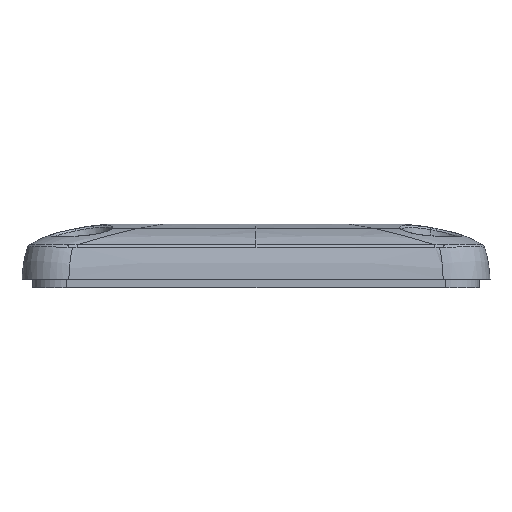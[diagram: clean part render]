
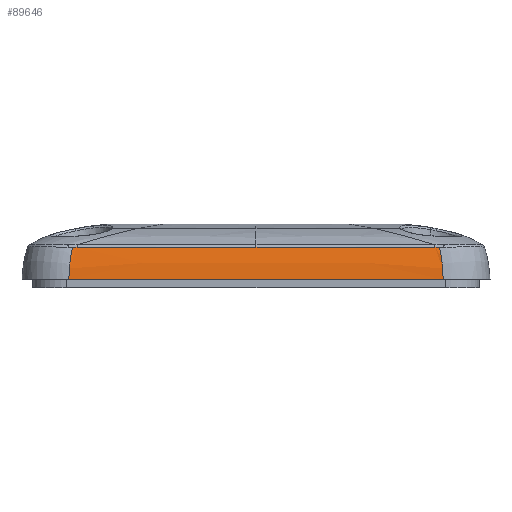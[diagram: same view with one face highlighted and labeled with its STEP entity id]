
A CAD part, left-side view. The second image highlights one B-rep face of the part: STEP entity #89646.
In plain terms, the highlighted free-form (B-spline) face has degree [5, 2] with [6, 3] control points.
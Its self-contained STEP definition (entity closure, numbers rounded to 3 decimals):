
#81559=CARTESIAN_POINT('Vertex',(-55.,-44.,-1.)) ;
#81562=CARTESIAN_POINT('Line Origine',(-55.,0.,-1.)) ;
#81566=CARTESIAN_POINT('Vertex',(-55.,44.,-1.)) ;
#89550=CARTESIAN_POINT('Vertex',(-53.695,-43.156,6.609)) ;
#89554=CARTESIAN_POINT('Control Point',(-55.,-44.,-1.)) ;
#89555=CARTESIAN_POINT('Control Point',(-54.932,-43.952,0.957)) ;
#89556=CARTESIAN_POINT('Control Point',(-54.693,-43.797,2.886)) ;
#89557=CARTESIAN_POINT('Control Point',(-54.276,-43.528,4.773)) ;
#89558=CARTESIAN_POINT('Control Point',(-53.695,-43.156,6.609)) ;
#89577=CARTESIAN_POINT('Control Point',(-55.,55.,-1.)) ;
#89578=CARTESIAN_POINT('Control Point',(-54.851,54.851,3.274)) ;
#89579=CARTESIAN_POINT('Control Point',(-53.5,53.5,7.2)) ;
#89580=CARTESIAN_POINT('Control Point',(-55.,33.,-1.)) ;
#89581=CARTESIAN_POINT('Control Point',(-54.853,32.907,3.205)) ;
#89582=CARTESIAN_POINT('Control Point',(-53.5,32.1,7.2)) ;
#89583=CARTESIAN_POINT('Control Point',(-55.,11.,-1.)) ;
#89584=CARTESIAN_POINT('Control Point',(-54.854,10.968,3.171)) ;
#89585=CARTESIAN_POINT('Control Point',(-53.5,10.7,7.2)) ;
#89586=CARTESIAN_POINT('Control Point',(-55.,-11.,-1.)) ;
#89587=CARTESIAN_POINT('Control Point',(-54.854,-10.968,3.171)) ;
#89588=CARTESIAN_POINT('Control Point',(-53.5,-10.7,7.2)) ;
#89589=CARTESIAN_POINT('Control Point',(-55.,-33.,-1.)) ;
#89590=CARTESIAN_POINT('Control Point',(-54.853,-32.907,3.205)) ;
#89591=CARTESIAN_POINT('Control Point',(-53.5,-32.1,7.2)) ;
#89592=CARTESIAN_POINT('Control Point',(-55.,-55.,-1.)) ;
#89593=CARTESIAN_POINT('Control Point',(-54.851,-54.851,3.274)) ;
#89594=CARTESIAN_POINT('Control Point',(-53.5,-53.5,7.2)) ;
#89596=CARTESIAN_POINT('Control Point',(-53.693,-42.071,6.613)) ;
#89597=CARTESIAN_POINT('Control Point',(-53.693,-42.441,6.614)) ;
#89598=CARTESIAN_POINT('Control Point',(-53.693,-42.798,6.614)) ;
#89599=CARTESIAN_POINT('Control Point',(-53.695,-43.156,6.609)) ;
#89600=CARTESIAN_POINT('Vertex',(-53.693,-42.071,6.613)) ;
#89604=CARTESIAN_POINT('Control Point',(-53.693,-42.071,6.614)) ;
#89605=CARTESIAN_POINT('Control Point',(-53.694,-33.651,6.609)) ;
#89606=CARTESIAN_POINT('Control Point',(-53.694,-25.232,6.605)) ;
#89607=CARTESIAN_POINT('Control Point',(-53.695,-16.834,6.603)) ;
#89608=CARTESIAN_POINT('Control Point',(-53.695,-8.417,6.602)) ;
#89609=CARTESIAN_POINT('Control Point',(-53.695,0.,6.602)) ;
#89610=CARTESIAN_POINT('Vertex',(-53.695,0.,6.602)) ;
#89614=CARTESIAN_POINT('Control Point',(-53.693,42.071,6.614)) ;
#89615=CARTESIAN_POINT('Control Point',(-53.694,31.548,6.608)) ;
#89616=CARTESIAN_POINT('Control Point',(-53.695,21.03,6.604)) ;
#89617=CARTESIAN_POINT('Control Point',(-53.695,10.518,6.602)) ;
#89618=CARTESIAN_POINT('Control Point',(-53.695,0.,6.602)) ;
#89619=CARTESIAN_POINT('Vertex',(-53.693,42.071,6.614)) ;
#89623=CARTESIAN_POINT('Control Point',(-53.693,42.071,6.613)) ;
#89624=CARTESIAN_POINT('Control Point',(-53.693,42.44,6.614)) ;
#89625=CARTESIAN_POINT('Control Point',(-53.693,42.798,6.614)) ;
#89626=CARTESIAN_POINT('Control Point',(-53.695,43.156,6.609)) ;
#89627=CARTESIAN_POINT('Vertex',(-53.695,43.156,6.609)) ;
#89631=CARTESIAN_POINT('Control Point',(-55.,44.,-1.)) ;
#89632=CARTESIAN_POINT('Control Point',(-54.932,43.952,0.956)) ;
#89633=CARTESIAN_POINT('Control Point',(-54.692,43.796,2.888)) ;
#89634=CARTESIAN_POINT('Control Point',(-54.276,43.528,4.777)) ;
#89635=CARTESIAN_POINT('Control Point',(-53.695,43.156,6.609)) ;
#81563=DIRECTION('Vector Direction',(0.,-1.,0.)) ;
#81564=VECTOR('Line Direction',#81563,1.) ;
#89638=ORIENTED_EDGE('',*,*,#81568,.T.) ;
#89639=ORIENTED_EDGE('',*,*,#89559,.T.) ;
#89640=ORIENTED_EDGE('',*,*,#89602,.F.) ;
#89641=ORIENTED_EDGE('',*,*,#89612,.T.) ;
#89642=ORIENTED_EDGE('',*,*,#89621,.F.) ;
#89643=ORIENTED_EDGE('',*,*,#89629,.T.) ;
#89644=ORIENTED_EDGE('',*,*,#89636,.F.) ;
#89646=ADVANCED_FACE('Plaque1P\\Plaque_1_Post',(#89645),#89576,.T.) ;
#89553=B_SPLINE_CURVE_WITH_KNOTS('',4,(#89554,#89555,#89556,#89557,#89558),.UNSPECIFIED.,.F.,.U.,(5,5),(0.,13.515),.UNSPECIFIED.) ;
#89595=B_SPLINE_CURVE_WITH_KNOTS('',3,(#89596,#89597,#89598,#89599),.UNSPECIFIED.,.F.,.U.,(4,4),(153.646,155.311),.UNSPECIFIED.) ;
#89603=B_SPLINE_CURVE_WITH_KNOTS('',5,(#89604,#89605,#89606,#89607,#89608,#89609),.UNSPECIFIED.,.F.,.U.,(6,6),(24.196,75.122),.UNSPECIFIED.) ;
#89613=B_SPLINE_CURVE_WITH_KNOTS('',4,(#89614,#89615,#89616,#89617,#89618),.UNSPECIFIED.,.F.,.U.,(5,5),(23.919,74.831),.UNSPECIFIED.) ;
#89622=B_SPLINE_CURVE_WITH_KNOTS('',3,(#89623,#89624,#89625,#89626),.UNSPECIFIED.,.F.,.U.,(4,4),(155.163,156.825),.UNSPECIFIED.) ;
#89630=B_SPLINE_CURVE_WITH_KNOTS('',4,(#89631,#89632,#89633,#89634,#89635),.UNSPECIFIED.,.F.,.U.,(5,5),(0.,11.061),.UNSPECIFIED.) ;
#89576=B_SPLINE_SURFACE_WITH_KNOTS('',5,2,((#89577,#89578,#89579),(#89580,#89581,#89582),(#89583,#89584,#89585),(#89586,#89587,#89588),(#89589,#89590,#89591),(#89592,#89593,#89594)),.UNSPECIFIED.,.F.,.F.,.U.,(6,6),(3,3),(0.,108.51),(0.,8.47),.UNSPECIFIED.) ;
#81568=EDGE_CURVE('',#81567,#81560,#81565,.T.) ;
#89559=EDGE_CURVE('',#81560,#89551,#89553,.T.) ;
#89602=EDGE_CURVE('',#89601,#89551,#89595,.T.) ;
#89612=EDGE_CURVE('',#89601,#89611,#89603,.T.) ;
#89621=EDGE_CURVE('',#89620,#89611,#89613,.T.) ;
#89629=EDGE_CURVE('',#89620,#89628,#89622,.T.) ;
#89636=EDGE_CURVE('',#81567,#89628,#89630,.T.) ;
#89637=EDGE_LOOP('',(#89638,#89639,#89640,#89641,#89642,#89643,#89644)) ;
#89645=FACE_OUTER_BOUND('',#89637,.T.) ;
#81565=LINE('Line',#81562,#81564) ;
#81560=VERTEX_POINT('',#81559) ;
#81567=VERTEX_POINT('',#81566) ;
#89551=VERTEX_POINT('',#89550) ;
#89601=VERTEX_POINT('',#89600) ;
#89611=VERTEX_POINT('',#89610) ;
#89620=VERTEX_POINT('',#89619) ;
#89628=VERTEX_POINT('',#89627) ;
